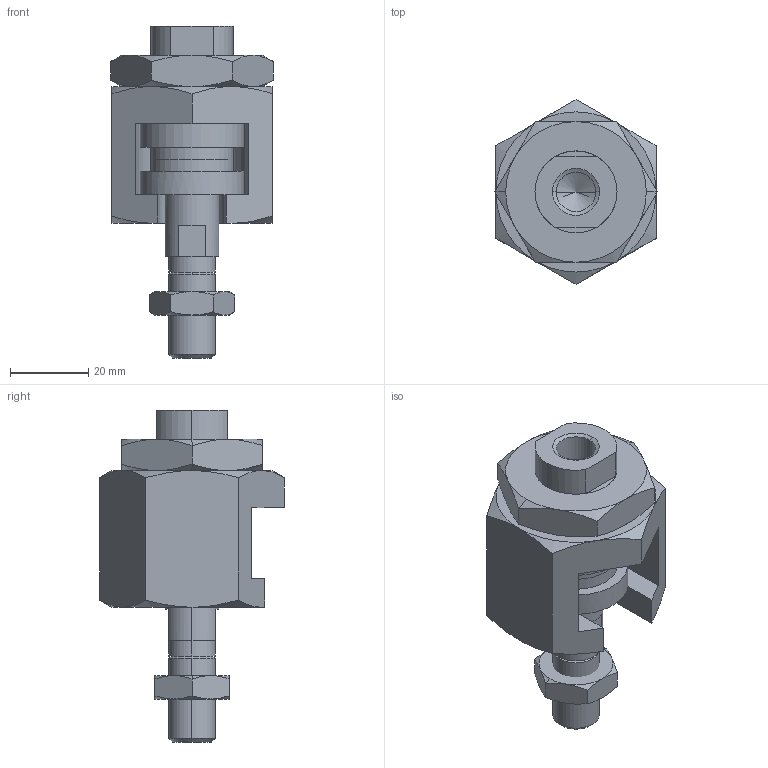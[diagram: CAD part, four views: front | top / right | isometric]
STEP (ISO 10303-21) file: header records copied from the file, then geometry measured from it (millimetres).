
FILE_DESCRIPTION(('STEP AP214'),'1');
FILE_NAME(' ',' ',('TraceParts'),('TraceParts S.A.'),'XStep 1.0',' ',' ');
FILE_SCHEMA(('automotive_design'));
Length unit declared in the file: millimetre
Products named in the file (4): 1; 2; 3; 4
Bounding box: 41.57 x 47.34 x 85 mm (x, y, z)
Volume: 56332.8 mm3; surface area: 20237.4 mm2
Topology: 4 solids, 4 shells, 128 faces, 292 edges, 176 vertices
Faces by surface type: cone 55, plane 49, cylinder 24
Entity records: 6937 total; most frequent: CARTESIAN_POINT 746, STYLED_ITEM 598, PRESENTATION_STYLE_ASSIGNMENT 598, DIRECTION 598, COLOUR_RGB 598, ORIENTED_EDGE 580, EDGE_CURVE 290, CURVE_STYLE 290
